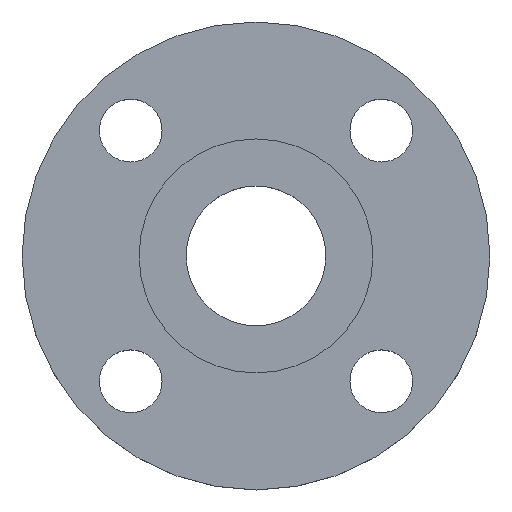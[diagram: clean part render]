
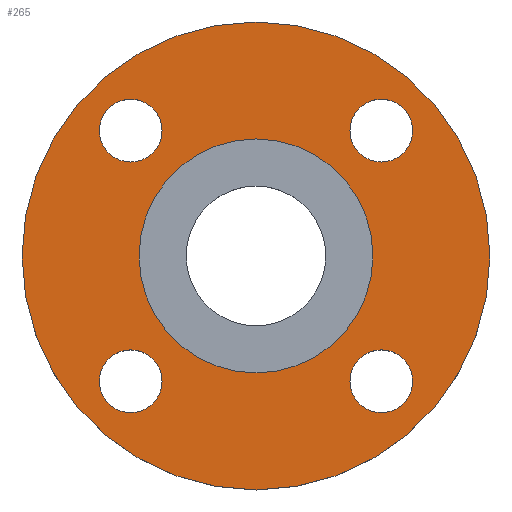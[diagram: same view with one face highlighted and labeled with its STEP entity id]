
A CAD part, top view. The second image highlights one B-rep face of the part: STEP entity #265.
In plain terms, the highlighted planar face has unit normal (0, 0, 1).
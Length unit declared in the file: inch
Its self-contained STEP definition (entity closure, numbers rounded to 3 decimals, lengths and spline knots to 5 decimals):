
#23 = DIRECTION ( 'NONE',  ( 1., 0., 0. ) ) ;
#24 = EDGE_CURVE ( 'NONE', #625, #203, #305, .T. ) ;
#27 = CIRCLE ( 'NONE', #484, 0.31 ) ;
#31 = EDGE_LOOP ( 'NONE', ( #754, #621 ) ) ;
#32 = CARTESIAN_POINT ( 'NONE',  ( -1.23744, -1.23744, -0.0625 ) ) ;
#46 = DIRECTION ( 'NONE',  ( 1., 0., 0. ) ) ;
#54 = FACE_OUTER_BOUND ( 'NONE', #31, .T. ) ;
#55 = ORIENTED_EDGE ( 'NONE', *, *, #546, .F. ) ;
#56 = DIRECTION ( 'NONE',  ( 0., 0., 1. ) ) ;
#57 = PLANE ( 'NONE',  #693 ) ;
#72 = AXIS2_PLACEMENT_3D ( 'NONE', #109, #91, #226 ) ;
#81 = ORIENTED_EDGE ( 'NONE', *, *, #716, .F. ) ;
#91 = DIRECTION ( 'NONE',  ( 0., 0., 1. ) ) ;
#97 = CIRCLE ( 'NONE', #122, 0.31 ) ;
#104 = EDGE_LOOP ( 'NONE', ( #325, #125 ) ) ;
#107 = CARTESIAN_POINT ( 'NONE',  ( -2.31, 0., -0.0625 ) ) ;
#108 = VERTEX_POINT ( 'NONE', #335 ) ;
#109 = CARTESIAN_POINT ( 'NONE',  ( 1.23744, -1.23744, -0.0625 ) ) ;
#118 = CARTESIAN_POINT ( 'NONE',  ( -1.54744, -1.23744, -0.0625 ) ) ;
#121 = ORIENTED_EDGE ( 'NONE', *, *, #736, .F. ) ;
#122 = AXIS2_PLACEMENT_3D ( 'NONE', #197, #683, #375 ) ;
#123 = CARTESIAN_POINT ( 'NONE',  ( 0., 0., -0.0625 ) ) ;
#125 = ORIENTED_EDGE ( 'NONE', *, *, #622, .F. ) ;
#133 = VERTEX_POINT ( 'NONE', #274 ) ;
#134 = CIRCLE ( 'NONE', #151, 0.31 ) ;
#135 = CIRCLE ( 'NONE', #377, 0.31 ) ;
#136 = EDGE_CURVE ( 'NONE', #787, #264, #251, .T. ) ;
#151 = AXIS2_PLACEMENT_3D ( 'NONE', #433, #785, #366 ) ;
#155 = CARTESIAN_POINT ( 'NONE',  ( 1.23744, -1.54744, -0.0625 ) ) ;
#179 = AXIS2_PLACEMENT_3D ( 'NONE', #486, #56, #188 ) ;
#183 = DIRECTION ( 'NONE',  ( 0., 0., 1. ) ) ;
#184 = CARTESIAN_POINT ( 'NONE',  ( -1.155, 0., -0.0625 ) ) ;
#188 = DIRECTION ( 'NONE',  ( 0., -1., 0. ) ) ;
#192 = ORIENTED_EDGE ( 'NONE', *, *, #245, .T. ) ;
#193 = DIRECTION ( 'NONE',  ( 0., 0., 1. ) ) ;
#197 = CARTESIAN_POINT ( 'NONE',  ( 1.23744, 1.23744, -0.0625 ) ) ;
#203 = VERTEX_POINT ( 'NONE', #184 ) ;
#207 = VERTEX_POINT ( 'NONE', #607 ) ;
#226 = DIRECTION ( 'NONE',  ( 0., -1., 0. ) ) ;
#245 = EDGE_CURVE ( 'NONE', #203, #625, #770, .T. ) ;
#246 = FACE_BOUND ( 'NONE', #104, .T. ) ;
#251 = CIRCLE ( 'NONE', #356, 2.31 ) ;
#264 = VERTEX_POINT ( 'NONE', #107 ) ;
#265 = ADVANCED_FACE ( 'NONE', ( #367, #721, #246, #611, #493, #54 ), #57, .T. ) ;
#268 = EDGE_CURVE ( 'NONE', #207, #743, #383, .T. ) ;
#274 = CARTESIAN_POINT ( 'NONE',  ( -1.23744, 1.54744, -0.0625 ) ) ;
#282 = DIRECTION ( 'NONE',  ( 1., 0., 0. ) ) ;
#300 = DIRECTION ( 'NONE',  ( 0., 0., 1. ) ) ;
#302 = DIRECTION ( 'NONE',  ( 1., 0., 0. ) ) ;
#304 = DIRECTION ( 'NONE',  ( -1., 0., 0. ) ) ;
#305 = CIRCLE ( 'NONE', #749, 1.155 ) ;
#308 = CARTESIAN_POINT ( 'NONE',  ( -1.23744, -1.23744, -0.0625 ) ) ;
#325 = ORIENTED_EDGE ( 'NONE', *, *, #491, .F. ) ;
#326 = AXIS2_PLACEMENT_3D ( 'NONE', #359, #669, #302 ) ;
#331 = CIRCLE ( 'NONE', #72, 0.31 ) ;
#333 = CARTESIAN_POINT ( 'NONE',  ( -0.92744, -1.23744, -0.0625 ) ) ;
#335 = CARTESIAN_POINT ( 'NONE',  ( 1.23744, -0.92744, -0.0625 ) ) ;
#356 = AXIS2_PLACEMENT_3D ( 'NONE', #408, #764, #23 ) ;
#359 = CARTESIAN_POINT ( 'NONE',  ( 1.23744, 1.23744, -0.0625 ) ) ;
#366 = DIRECTION ( 'NONE',  ( 0., 1., 0. ) ) ;
#367 = FACE_BOUND ( 'NONE', #561, .T. ) ;
#370 = DIRECTION ( 'NONE',  ( 1., 0., 0. ) ) ;
#375 = DIRECTION ( 'NONE',  ( 1., 0., 0. ) ) ;
#377 = AXIS2_PLACEMENT_3D ( 'NONE', #308, #183, #304 ) ;
#383 = CIRCLE ( 'NONE', #326, 0.31 ) ;
#407 = CARTESIAN_POINT ( 'NONE',  ( -1.23744, 1.23744, -0.0625 ) ) ;
#408 = CARTESIAN_POINT ( 'NONE',  ( 0., 0., -0.0625 ) ) ;
#410 = DIRECTION ( 'NONE',  ( 0., 1., 0. ) ) ;
#429 = CARTESIAN_POINT ( 'NONE',  ( 1.155, 0., -0.0625 ) ) ;
#431 = DIRECTION ( 'NONE',  ( 0., 0., -1. ) ) ;
#433 = CARTESIAN_POINT ( 'NONE',  ( -1.23744, 1.23744, -0.0625 ) ) ;
#441 = CARTESIAN_POINT ( 'NONE',  ( 0.92744, 1.23744, -0.0625 ) ) ;
#470 = EDGE_LOOP ( 'NONE', ( #774, #121 ) ) ;
#473 = DIRECTION ( 'NONE',  ( 0., 0., -1. ) ) ;
#484 = AXIS2_PLACEMENT_3D ( 'NONE', #32, #300, #706 ) ;
#486 = CARTESIAN_POINT ( 'NONE',  ( 1.23744, -1.23744, -0.0625 ) ) ;
#488 = EDGE_LOOP ( 'NONE', ( #686, #192 ) ) ;
#491 = EDGE_CURVE ( 'NONE', #133, #641, #517, .T. ) ;
#493 = FACE_BOUND ( 'NONE', #488, .T. ) ;
#504 = AXIS2_PLACEMENT_3D ( 'NONE', #537, #431, #674 ) ;
#517 = CIRCLE ( 'NONE', #684, 0.31 ) ;
#520 = EDGE_CURVE ( 'NONE', #679, #782, #27, .T. ) ;
#529 = VERTEX_POINT ( 'NONE', #155 ) ;
#537 = CARTESIAN_POINT ( 'NONE',  ( 0., 0., -0.0625 ) ) ;
#546 = EDGE_CURVE ( 'NONE', #108, #529, #331, .T. ) ;
#549 = CIRCLE ( 'NONE', #179, 0.31 ) ;
#560 = AXIS2_PLACEMENT_3D ( 'NONE', #123, #193, #370 ) ;
#561 = EDGE_LOOP ( 'NONE', ( #708, #55 ) ) ;
#562 = CARTESIAN_POINT ( 'NONE',  ( 2.31, 0., -0.0625 ) ) ;
#574 = CARTESIAN_POINT ( 'NONE',  ( 0., 0., -0.0625 ) ) ;
#582 = DIRECTION ( 'NONE',  ( 0., 0., 1. ) ) ;
#597 = DIRECTION ( 'NONE',  ( 0., 0., 1. ) ) ;
#607 = CARTESIAN_POINT ( 'NONE',  ( 1.54744, 1.23744, -0.0625 ) ) ;
#611 = FACE_BOUND ( 'NONE', #470, .T. ) ;
#616 = EDGE_LOOP ( 'NONE', ( #750, #81 ) ) ;
#621 = ORIENTED_EDGE ( 'NONE', *, *, #667, .T. ) ;
#622 = EDGE_CURVE ( 'NONE', #641, #133, #134, .T. ) ;
#625 = VERTEX_POINT ( 'NONE', #429 ) ;
#641 = VERTEX_POINT ( 'NONE', #732 ) ;
#667 = EDGE_CURVE ( 'NONE', #264, #787, #731, .T. ) ;
#669 = DIRECTION ( 'NONE',  ( 0., 0., 1. ) ) ;
#674 = DIRECTION ( 'NONE',  ( 1., 0., 0. ) ) ;
#677 = EDGE_CURVE ( 'NONE', #529, #108, #549, .T. ) ;
#679 = VERTEX_POINT ( 'NONE', #118 ) ;
#683 = DIRECTION ( 'NONE',  ( 0., 0., 1. ) ) ;
#684 = AXIS2_PLACEMENT_3D ( 'NONE', #407, #582, #410 ) ;
#686 = ORIENTED_EDGE ( 'NONE', *, *, #24, .T. ) ;
#693 = AXIS2_PLACEMENT_3D ( 'NONE', #776, #597, #46 ) ;
#706 = DIRECTION ( 'NONE',  ( -1., 0., 0. ) ) ;
#708 = ORIENTED_EDGE ( 'NONE', *, *, #677, .F. ) ;
#716 = EDGE_CURVE ( 'NONE', #782, #679, #135, .T. ) ;
#721 = FACE_BOUND ( 'NONE', #616, .T. ) ;
#731 = CIRCLE ( 'NONE', #560, 2.31 ) ;
#732 = CARTESIAN_POINT ( 'NONE',  ( -1.23744, 0.92744, -0.0625 ) ) ;
#736 = EDGE_CURVE ( 'NONE', #743, #207, #97, .T. ) ;
#743 = VERTEX_POINT ( 'NONE', #441 ) ;
#749 = AXIS2_PLACEMENT_3D ( 'NONE', #574, #473, #282 ) ;
#750 = ORIENTED_EDGE ( 'NONE', *, *, #520, .F. ) ;
#754 = ORIENTED_EDGE ( 'NONE', *, *, #136, .T. ) ;
#764 = DIRECTION ( 'NONE',  ( 0., 0., 1. ) ) ;
#770 = CIRCLE ( 'NONE', #504, 1.155 ) ;
#774 = ORIENTED_EDGE ( 'NONE', *, *, #268, .F. ) ;
#776 = CARTESIAN_POINT ( 'NONE',  ( 0., 0., -0.0625 ) ) ;
#782 = VERTEX_POINT ( 'NONE', #333 ) ;
#785 = DIRECTION ( 'NONE',  ( 0., 0., 1. ) ) ;
#787 = VERTEX_POINT ( 'NONE', #562 ) ;
